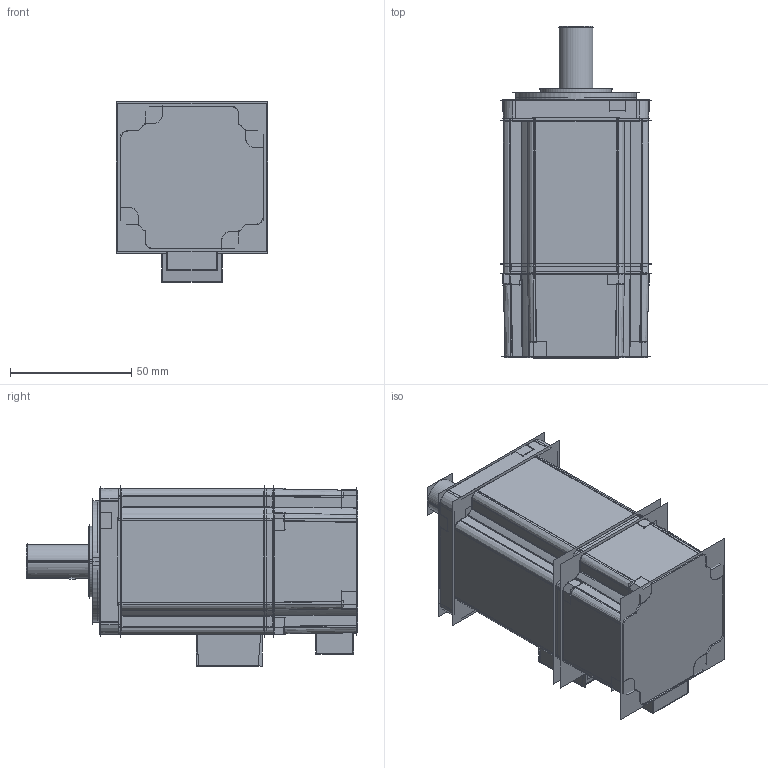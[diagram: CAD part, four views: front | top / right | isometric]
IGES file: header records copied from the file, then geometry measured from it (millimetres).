
Start section:  PTC IGES file: ecma_cx0602gs.igs
Global section: file name: ecma_cx0602gs.igs; native system: Pro/ENGINEER by Parametric Technology Corporation; preprocessor: 2006320; author: CINDY.FU; organization: Unknown; date: 20110214.191945; units: millimetre
Bounding box: 62.4 x 136.72 x 74.31 mm (x, y, z)
Surface area: 1633639.3 mm2
Topology: 7 solids, 7 shells, 492 faces, 3257 edges, 4645 vertices
Faces by surface type: bspline 262, revolution 230
